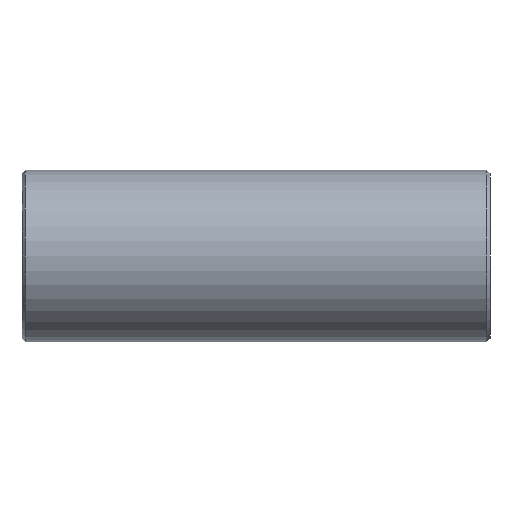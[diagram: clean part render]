
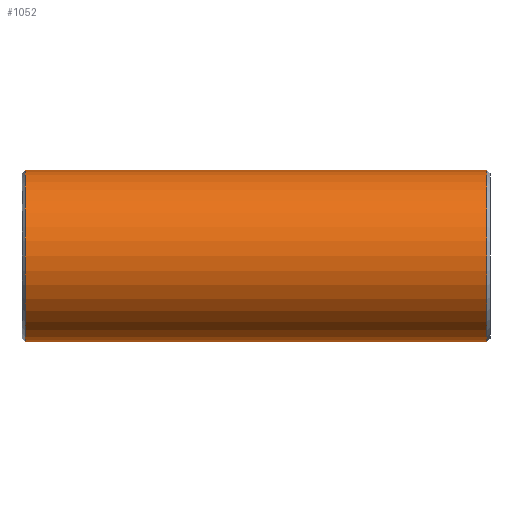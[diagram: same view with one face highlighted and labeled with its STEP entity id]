
A CAD part, front view. The second image highlights one B-rep face of the part: STEP entity #1052.
In plain terms, the highlighted cylindrical face has radius 2.75 mm (diameter 5.5 mm), a partial arc.
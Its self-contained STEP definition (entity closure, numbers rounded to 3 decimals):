
#80 = DIRECTION ( 'NONE',  ( -1., 0., 0. ) ) ;
#122 = CARTESIAN_POINT ( 'NONE',  ( -7.4, 0., 0. ) ) ;
#213 = ORIENTED_EDGE ( 'NONE', *, *, #1185, .T. ) ;
#221 = CARTESIAN_POINT ( 'NONE',  ( -7.4, 0., -2.75 ) ) ;
#368 = CARTESIAN_POINT ( 'NONE',  ( 7.4, 0., 2.75 ) ) ;
#429 = AXIS2_PLACEMENT_3D ( 'NONE', #1456, #1340, #802 ) ;
#461 = CIRCLE ( 'NONE', #1361, 2.75 ) ;
#484 = FACE_OUTER_BOUND ( 'NONE', #1342, .T. ) ;
#511 = ORIENTED_EDGE ( 'NONE', *, *, #1334, .F. ) ;
#602 = AXIS2_PLACEMENT_3D ( 'NONE', #1642, #968, #810 ) ;
#646 = VERTEX_POINT ( 'NONE', #886 ) ;
#664 = EDGE_CURVE ( 'NONE', #1516, #646, #1425, .T. ) ;
#685 = CIRCLE ( 'NONE', #602, 2.75 ) ;
#716 = ORIENTED_EDGE ( 'NONE', *, *, #664, .T. ) ;
#738 = VECTOR ( 'NONE', #80, 1000. ) ;
#802 = DIRECTION ( 'NONE',  ( 0., 0., 1. ) ) ;
#810 = DIRECTION ( 'NONE',  ( 0., 0., 1. ) ) ;
#886 = CARTESIAN_POINT ( 'NONE',  ( -7.4, 0., 2.75 ) ) ;
#908 = DIRECTION ( 'NONE',  ( 1., 0., 0. ) ) ;
#934 = DIRECTION ( 'NONE',  ( 0., 0., -1. ) ) ;
#942 = CARTESIAN_POINT ( 'NONE',  ( 7.4, 0., -2.75 ) ) ;
#968 = DIRECTION ( 'NONE',  ( -1., 0., 0. ) ) ;
#980 = VERTEX_POINT ( 'NONE', #221 ) ;
#1021 = DIRECTION ( 'NONE',  ( -1., 0., 0. ) ) ;
#1052 = ADVANCED_FACE ( 'NONE', ( #484 ), #1430, .T. ) ;
#1142 = VERTEX_POINT ( 'NONE', #942 ) ;
#1154 = LINE ( 'NONE', #1411, #1732 ) ;
#1185 = EDGE_CURVE ( 'NONE', #646, #980, #461, .T. ) ;
#1286 = EDGE_CURVE ( 'NONE', #1142, #1516, #685, .T. ) ;
#1334 = EDGE_CURVE ( 'NONE', #1142, #980, #1154, .T. ) ;
#1340 = DIRECTION ( 'NONE',  ( -1., 0., 0. ) ) ;
#1342 = EDGE_LOOP ( 'NONE', ( #511, #1749, #716, #213 ) ) ;
#1361 = AXIS2_PLACEMENT_3D ( 'NONE', #122, #908, #934 ) ;
#1411 = CARTESIAN_POINT ( 'NONE',  ( -38.243, 0., -2.75 ) ) ;
#1425 = LINE ( 'NONE', #1432, #738 ) ;
#1430 = CYLINDRICAL_SURFACE ( 'NONE', #429, 2.75 ) ;
#1432 = CARTESIAN_POINT ( 'NONE',  ( -38.243, 0., 2.75 ) ) ;
#1456 = CARTESIAN_POINT ( 'NONE',  ( -38.243, 0., 0. ) ) ;
#1516 = VERTEX_POINT ( 'NONE', #368 ) ;
#1642 = CARTESIAN_POINT ( 'NONE',  ( 7.4, 0., 0. ) ) ;
#1732 = VECTOR ( 'NONE', #1021, 1000. ) ;
#1749 = ORIENTED_EDGE ( 'NONE', *, *, #1286, .T. ) ;
